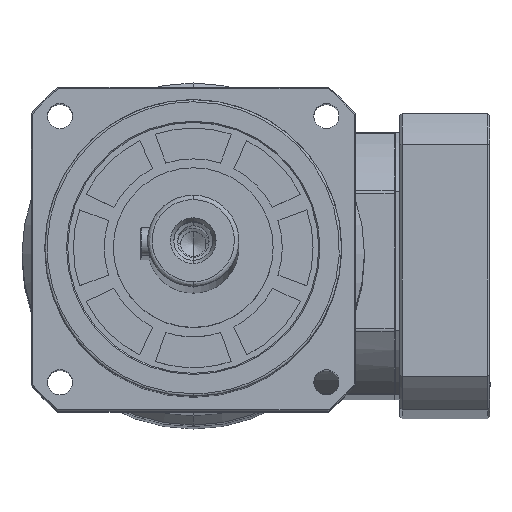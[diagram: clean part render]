
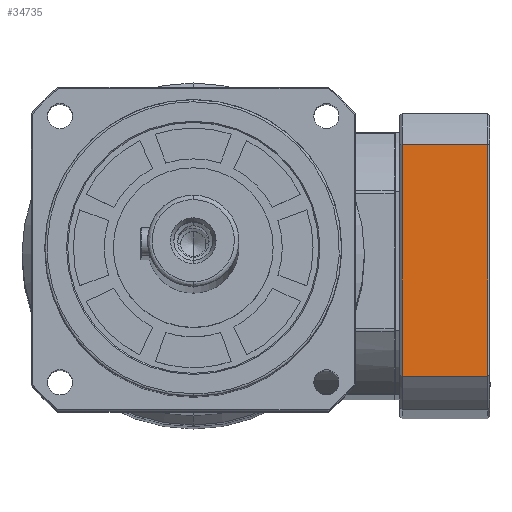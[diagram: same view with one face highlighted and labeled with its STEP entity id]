
A CAD part, left-side view. The second image highlights one B-rep face of the part: STEP entity #34735.
In plain terms, the highlighted face is planar.
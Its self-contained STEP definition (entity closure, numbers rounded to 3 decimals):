
#1289 = CARTESIAN_POINT ( 'NONE',  ( 50.806, 65., 8.5 ) ) ;
#2101 = AXIS2_PLACEMENT_3D ( 'NONE', #28466, #9291, #31486 ) ;
#2249 = FACE_OUTER_BOUND ( 'NONE', #38081, .T. ) ;
#2428 = VERTEX_POINT ( 'NONE', #1289 ) ;
#4156 = EDGE_CURVE ( 'NONE', #33504, #4970, #9977, .T. ) ;
#4164 = EDGE_CURVE ( 'NONE', #12391, #33504, #23188, .T. ) ;
#4970 = VERTEX_POINT ( 'NONE', #6158 ) ;
#5908 = PLANE ( 'NONE',  #2101 ) ;
#6158 = CARTESIAN_POINT ( 'NONE',  ( -50.806, 65., 8.5 ) ) ;
#7884 = CARTESIAN_POINT ( 'NONE',  ( 50.806, 65., 46. ) ) ;
#9291 = DIRECTION ( 'NONE',  ( 0., -1., 0. ) ) ;
#9977 = LINE ( 'NONE', #25297, #35080 ) ;
#11234 = ORIENTED_EDGE ( 'NONE', *, *, #4156, .F. ) ;
#12391 = VERTEX_POINT ( 'NONE', #7884 ) ;
#14853 = ORIENTED_EDGE ( 'NONE', *, *, #4164, .F. ) ;
#17305 = CARTESIAN_POINT ( 'NONE',  ( 50.806, 65., 47. ) ) ;
#20671 = ORIENTED_EDGE ( 'NONE', *, *, #32222, .F. ) ;
#20769 = DIRECTION ( 'NONE',  ( 1., 0., 0. ) ) ;
#21949 = DIRECTION ( 'NONE',  ( -1., 0., 0. ) ) ;
#22001 = CARTESIAN_POINT ( 'NONE',  ( 25.403, 65., 46. ) ) ;
#23188 = LINE ( 'NONE', #22001, #39501 ) ;
#25157 = DIRECTION ( 'NONE',  ( 0., 0., -1. ) ) ;
#25297 = CARTESIAN_POINT ( 'NONE',  ( -50.806, 65., 0. ) ) ;
#26312 = ORIENTED_EDGE ( 'NONE', *, *, #35119, .F. ) ;
#27304 = LINE ( 'NONE', #39251, #34358 ) ;
#28466 = CARTESIAN_POINT ( 'NONE',  ( 50.806, 65., 47. ) ) ;
#31486 = DIRECTION ( 'NONE',  ( 1., 0., 0. ) ) ;
#32222 = EDGE_CURVE ( 'NONE', #4970, #2428, #27304, .T. ) ;
#33316 = LINE ( 'NONE', #17305, #40340 ) ;
#33504 = VERTEX_POINT ( 'NONE', #35241 ) ;
#34358 = VECTOR ( 'NONE', #20769, 1000. ) ;
#34735 = ADVANCED_FACE ( 'NONE', ( #2249 ), #5908, .F. ) ;
#35080 = VECTOR ( 'NONE', #25157, 1000. ) ;
#35119 = EDGE_CURVE ( 'NONE', #2428, #12391, #33316, .T. ) ;
#35241 = CARTESIAN_POINT ( 'NONE',  ( -50.806, 65., 46. ) ) ;
#38081 = EDGE_LOOP ( 'NONE', ( #11234, #14853, #26312, #20671 ) ) ;
#38916 = DIRECTION ( 'NONE',  ( 0., 0., 1. ) ) ;
#39251 = CARTESIAN_POINT ( 'NONE',  ( 50.806, 65., 8.5 ) ) ;
#39501 = VECTOR ( 'NONE', #21949, 1000. ) ;
#40340 = VECTOR ( 'NONE', #38916, 1000. ) ;
